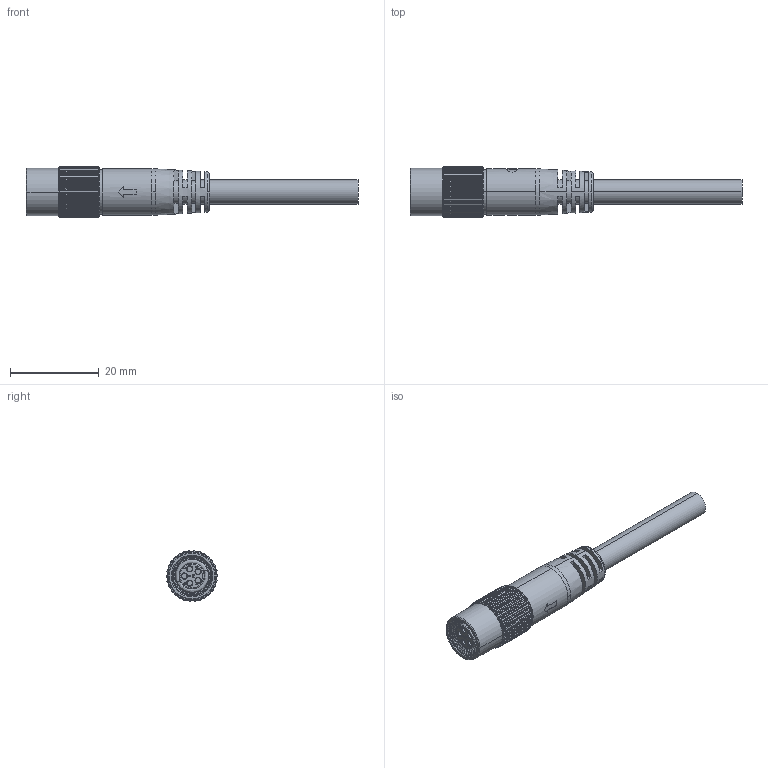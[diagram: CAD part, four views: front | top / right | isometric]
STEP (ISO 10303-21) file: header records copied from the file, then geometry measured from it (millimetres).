
FILE_DESCRIPTION (( 'STEP AP203' ), '1' );
FILE_NAME ('P67.STEP', '2020-03-30T08:36:12', ( 'edpusr' ), ( 'Microsoft' ), 'SwSTEP 2.0', 'SolidWorks 2015', '' );
FILE_SCHEMA (( 'CONFIG_CONTROL_DESIGN' ));
Length unit declared in the file: millimetre
Products named in the file (1): P67
Bounding box: 74.8 x 11.5 x 11.48 mm (x, y, z)
Volume: 3959.3 mm3; surface area: 2882.3 mm2
Topology: 1 solids, 3 shells, 545 faces, 1430 edges, 920 vertices
Faces by surface type: cylinder 195, plane 194, cone 84, bspline 72
Entity records: 25086 total; most frequent: CARTESIAN_POINT 12812, ORIENTED_EDGE 2860, DIRECTION 2077, EDGE_CURVE 1430, VERTEX_POINT 920, AXIS2_PLACEMENT_3D 753, EDGE_LOOP 574, LINE 571
